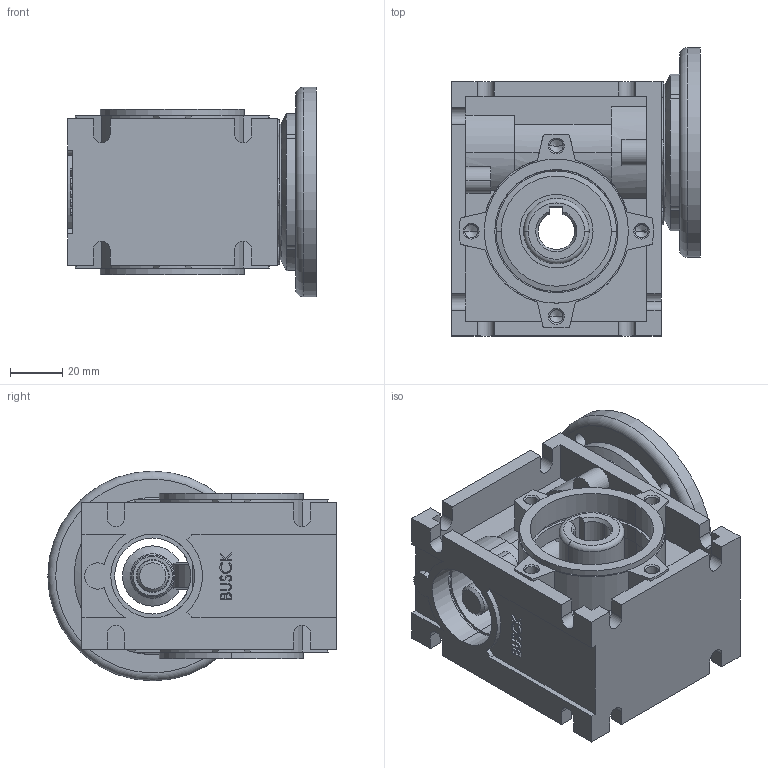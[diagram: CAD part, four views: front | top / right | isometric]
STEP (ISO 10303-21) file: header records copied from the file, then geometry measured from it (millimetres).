
FILE_DESCRIPTION(('STEP AP214'),'1');
FILE_NAME('Ny SB030-63B14.stp','2016-10-20T11:00:29',(' '),(' '),'Spatial InterOp 3D',' ',' ');
FILE_SCHEMA(('automotive_design'));
Length unit declared in the file: millimetre
Products named in the file (6): SB030 63B14; SB030-50worm wheel; SB30casing; SB030-50worm shaft; Assembly2; Part3
Assembly tree (5 placements, depth 3):
  Assembly2
    SB030 63B14
      SB030-50worm wheel
      SB30casing
      SB030-50worm shaft
    Part3
Bounding box: 95 x 110 x 80 mm (x, y, z)
Volume: 272259.4 mm3; surface area: 98850.5 mm2
Topology: 4 solids, 4 shells, 517 faces, 1397 edges, 899 vertices
Faces by surface type: cylinder 194, plane 188, cone 82, bspline 40, torus 13
Full cylindrical faces by diameter (mm): 5.5 x4, 6.5 x4, 8 x1, 11 x1, 12 x1, 13 x2, 16 x1, 16.96 x1, 18 x1, 19 x1, 23 x1, 30 x1, 34 x1, 37 x2, 52 x1, 80 x1
Entity records: 22564 total; most frequent: CARTESIAN_POINT 5576, DIRECTION 2653, ORIENTED_EDGE 2624, EDGE_CURVE 1312, AXIS2_PLACEMENT_3D 984, VERTEX_POINT 881, LINE 685, VECTOR 685
